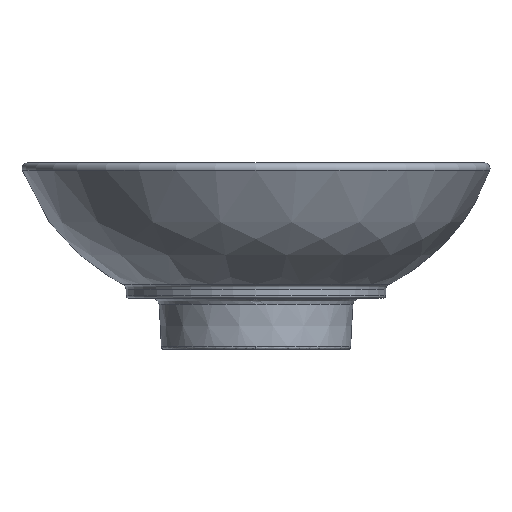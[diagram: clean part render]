
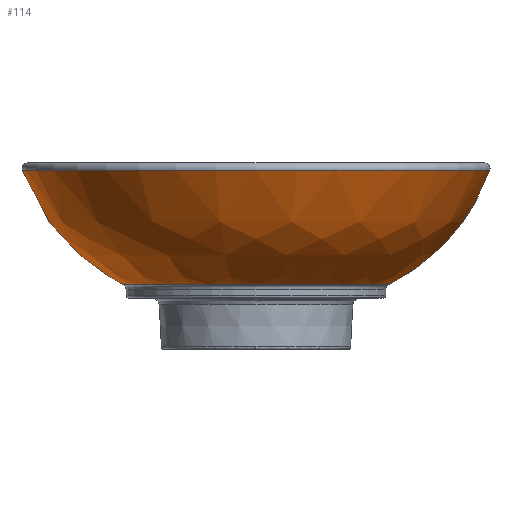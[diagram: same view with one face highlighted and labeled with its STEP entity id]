
A CAD part, front view. The second image highlights one B-rep face of the part: STEP entity #114.
In plain terms, the highlighted face is a revolution surface.
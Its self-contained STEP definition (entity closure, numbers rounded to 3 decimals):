
#43=SURFACE_OF_REVOLUTION('',#137,#44);
#44=AXIS1_PLACEMENT('',#3321,#497);
#114=ADVANCED_FACE('',(#172,#173),#43,.F.);
#137=B_SPLINE_CURVE_WITH_KNOTS('',3,(#3311,#3312,#3313,#3314,#3315,#3316,
#3317,#3318,#3319,#3320),.UNSPECIFIED.,.F.,.F.,(4,1,1,2,2,4),(0.,0.421,
0.842,0.945,0.954,1.),.UNSPECIFIED.);
#172=FACE_BOUND('',#220,.T.);
#173=FACE_BOUND('',#221,.T.);
#220=EDGE_LOOP('',(#306));
#221=EDGE_LOOP('',(#307));
#306=ORIENTED_EDGE('',*,*,#373,.T.);
#307=ORIENTED_EDGE('',*,*,#385,.T.);
#332=VERTEX_POINT('',#2520);
#342=VERTEX_POINT('',#3309);
#373=EDGE_CURVE('',#332,#332,#396,.T.);
#385=EDGE_CURVE('',#342,#342,#402,.T.);
#396=CIRCLE('',#422,189.732);
#402=CIRCLE('',#432,108.014);
#422=AXIS2_PLACEMENT_3D('',#2519,#473,#474);
#432=AXIS2_PLACEMENT_3D('',#3308,#493,#494);
#473=DIRECTION('',(0.,0.,-1.));
#474=DIRECTION('',(1.,0.,0.));
#493=DIRECTION('',(0.,0.,1.));
#494=DIRECTION('',(1.,0.,0.));
#497=DIRECTION('',(0.,0.,1.));
#2519=CARTESIAN_POINT('',(0.,0.,83.696));
#2520=CARTESIAN_POINT('',(189.732,0.,83.696));
#3308=CARTESIAN_POINT('',(0.,0.,-8.793));
#3309=CARTESIAN_POINT('',(108.014,0.,-8.793));
#3311=CARTESIAN_POINT('',(191.867,0.,90.));
#3312=CARTESIAN_POINT('',(184.943,0.,68.485));
#3313=CARTESIAN_POINT('',(166.757,0.,33.945));
#3314=CARTESIAN_POINT('',(126.415,0.,-0.859));
#3315=CARTESIAN_POINT('',(96.875,0.,-14.149));
#3316=CARTESIAN_POINT('',(90.535,0.,-17.002));
#3317=CARTESIAN_POINT('',(90.002,0.,-17.242));
#3318=CARTESIAN_POINT('',(86.9,0.,-18.637));
#3319=CARTESIAN_POINT('',(84.331,0.,-19.793));
#3320=CARTESIAN_POINT('',(81.762,0.,-20.949));
#3321=CARTESIAN_POINT('',(0.,0.,0.));
